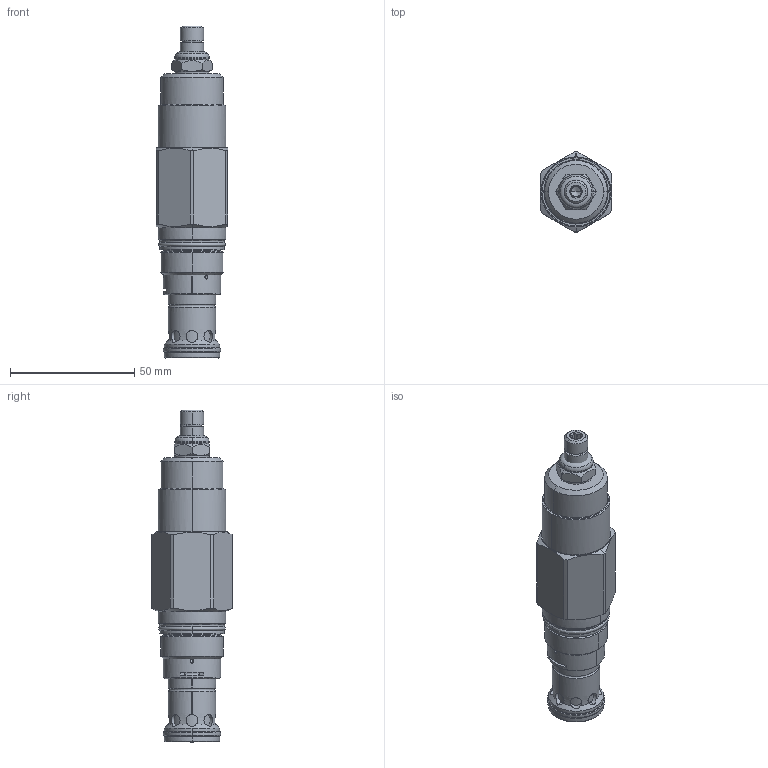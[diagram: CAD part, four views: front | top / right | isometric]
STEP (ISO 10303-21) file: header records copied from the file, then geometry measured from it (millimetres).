
FILE_DESCRIPTION((''),'2;1');
FILE_NAME('RPGTLAN_SW_PRT','2019-02-14T',('charlief'),(''),'PRO/ENGINEER BY PARAMETRIC TECHNOLOGY CORPORATION, 2016010','PRO/ENGINEER BY PARAMETRIC TECHNOLOGY CORPORATION, 2016010','');
FILE_SCHEMA(('CONFIG_CONTROL_DESIGN'));
Products named in the file (1): RPGTLAN_SW_PRT
Bounding box: 28.62 x 32.21 x 133.48 mm (x, y, z)
Surface area: 26069.7 mm2 (no closed solid volume)
Topology: 0 solids, 0 shells, 288 faces, 1420 edges, 1407 vertices
Faces by surface type: bspline 257, torus 31
Entity records: 65967 total; most frequent: CARTESIAN_POINT 53663, DIRECTION 1943, TRIMMED_CURVE 1554, DEFINITIONAL_REPRESENTATION 1396, PCURVE 1396, COMPOSITE_CURVE_SEGMENT 1396, VECTOR 1227, LINE 1227
